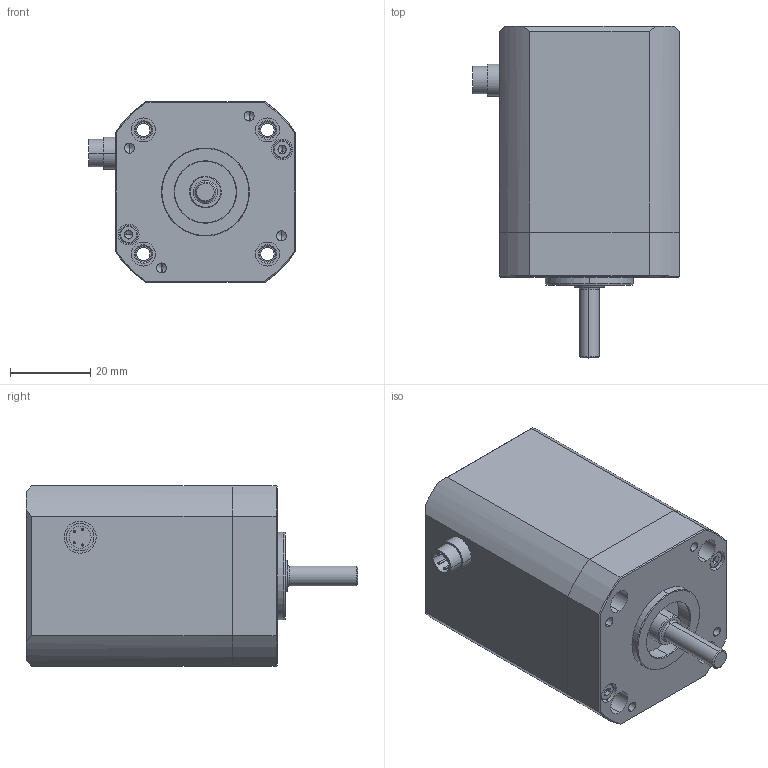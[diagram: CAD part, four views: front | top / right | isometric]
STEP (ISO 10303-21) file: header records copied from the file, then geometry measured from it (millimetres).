
FILE_DESCRIPTION (( 'STEP AP214' ), '1' );
FILE_NAME ('MAB17M-.50N01F16.STEP', '2021-10-26T10:20:40', ( '' ), ( '' ), 'SwSTEP 2.0', 'SolidWorks 2020', '' );
FILE_SCHEMA (( 'AUTOMOTIVE_DESIGN' ));
Length unit declared in the file: millimetre
Products named in the file (11): socket head cap screw 4762_din_EN ISO 4762 M2.5 x 4 - 4N; MM3671 R4 Flange for brake MIS17x_Solid; socket set screw flat point_din_DIN 913 - M8 x 8-N; socket head cap screw 4762_din_EN ISO 4762 M2.5 x 16 - 16N; spring pin coiled_sd_din_DIN EN ISO 8750-2x10-St; _klr_geschl_62310800; M8 connector; HCTB42M-.50V01NAA 12_No  cable; MM3670 R4 Housing for brake MIS17x_SOLID; MAB17M-.50N01F16; MM3676 R1 Ø5 Shaft for brake Ø635 MIS17x
Assembly tree (9 placements, depth 2):
  spring pin coiled_sd_din_DIN EN ISO 8750-2x10-St
  MAB17M-.50N01F16
    HCTB42M-.50V01NAA 12_No  cable
    MM3670 R4 Housing for brake MIS17x_SOLID
    MM3671 R4 Flange for brake MIS17x_Solid
    socket set screw flat point_din_DIN 913 - M8 x 8-N
    M8 connector
    socket head cap screw 4762_din_EN ISO 4762 M2.5 x 4 - 4N
    socket head cap screw 4762_din_EN ISO 4762 M2.5 x 16 - 16N
    MM3676 R1 Ø5 Shaft for brake Ø635 MIS17x
    _klr_geschl_62310800
Bounding box: 51.7 x 82.9 x 45 mm (x, y, z)
Volume: 102196.2 mm3; surface area: 45956 mm2
Topology: 16 solids, 16 shells, 474 faces, 1127 edges, 708 vertices
Faces by surface type: cylinder 223, plane 158, cone 62, torus 27, bspline 4
Entity records: 15018 total; most frequent: CARTESIAN_POINT 2885, DIRECTION 2566, ORIENTED_EDGE 2214, EDGE_CURVE 1107, AXIS2_PLACEMENT_3D 1033, VERTEX_POINT 708, EDGE_LOOP 573, CIRCLE 551
